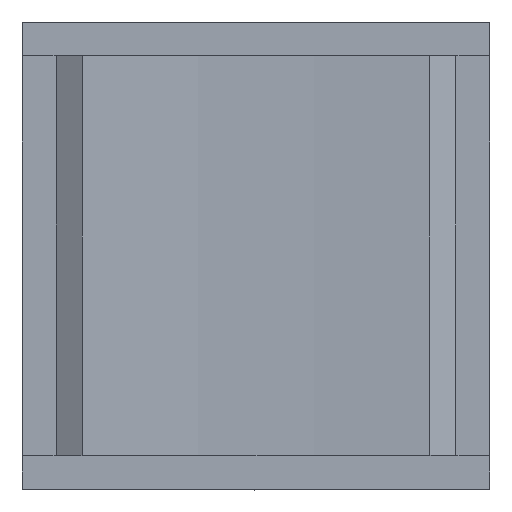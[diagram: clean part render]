
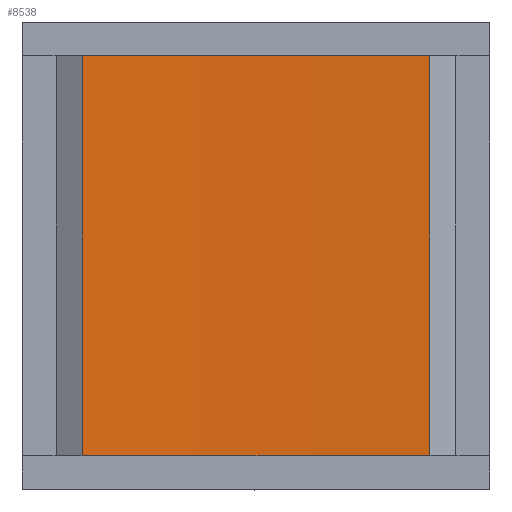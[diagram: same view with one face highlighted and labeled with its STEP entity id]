
A CAD part, top view. The second image highlights one B-rep face of the part: STEP entity #8538.
In plain terms, the highlighted cylindrical face has radius 74.967 mm (diameter 149.933 mm), a partial arc.
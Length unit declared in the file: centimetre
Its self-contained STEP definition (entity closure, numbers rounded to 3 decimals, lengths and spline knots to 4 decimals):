
#58=CYLINDRICAL_SURFACE('',#9011,7.4967);
#100=CIRCLE('',#9010,7.4967);
#101=CIRCLE('',#9012,7.4967);
#319=FACE_OUTER_BOUND('',#773,.T.);
#773=EDGE_LOOP('',(#5555,#5556,#5557,#5558));
#1271=LINE('',#12121,#2341);
#1272=LINE('',#12122,#2342);
#2341=VECTOR('',#9701,1.);
#2342=VECTOR('',#9702,1.);
#3409=VERTEX_POINT('',#12112);
#3410=VERTEX_POINT('',#12114);
#3411=VERTEX_POINT('',#12118);
#3412=VERTEX_POINT('',#12119);
#4261=EDGE_CURVE('',#3409,#3410,#100,.T.);
#4263=EDGE_CURVE('',#3411,#3412,#101,.T.);
#4264=EDGE_CURVE('',#3410,#3411,#1271,.T.);
#4265=EDGE_CURVE('',#3412,#3409,#1272,.T.);
#5555=ORIENTED_EDGE('',*,*,#4263,.F.);
#5556=ORIENTED_EDGE('',*,*,#4264,.F.);
#5557=ORIENTED_EDGE('',*,*,#4261,.F.);
#5558=ORIENTED_EDGE('',*,*,#4265,.F.);
#8538=ADVANCED_FACE('',(#319),#58,.F.);
#9010=AXIS2_PLACEMENT_3D('',#12115,#9694,#9695);
#9011=AXIS2_PLACEMENT_3D('',#12117,#9697,#9698);
#9012=AXIS2_PLACEMENT_3D('',#12120,#9699,#9700);
#9694=DIRECTION('center_axis',(0.,1.,0.));
#9695=DIRECTION('ref_axis',(-0.089,0.,-0.996));
#9697=DIRECTION('center_axis',(0.,1.,0.));
#9698=DIRECTION('ref_axis',(-0.089,0.,-0.996));
#9699=DIRECTION('center_axis',(0.,-1.,0.));
#9700=DIRECTION('ref_axis',(-0.089,0.,-0.996));
#9701=DIRECTION('',(0.,1.,0.));
#9702=DIRECTION('',(0.,-1.,0.));
#12112=CARTESIAN_POINT('',(0.67,-0.77,3.387));
#12114=CARTESIAN_POINT('',(-0.67,-0.77,3.387));
#12115=CARTESIAN_POINT('Origin',(0.,-0.77,
10.8537));
#12117=CARTESIAN_POINT('Origin',(0.,-0.77,
10.8537));
#12118=CARTESIAN_POINT('',(-0.67,0.77,3.387));
#12119=CARTESIAN_POINT('',(0.67,0.77,3.387));
#12120=CARTESIAN_POINT('Origin',(0.,0.77,
10.8537));
#12121=CARTESIAN_POINT('',(-0.67,-0.385,3.387));
#12122=CARTESIAN_POINT('',(0.67,0.385,3.387));
